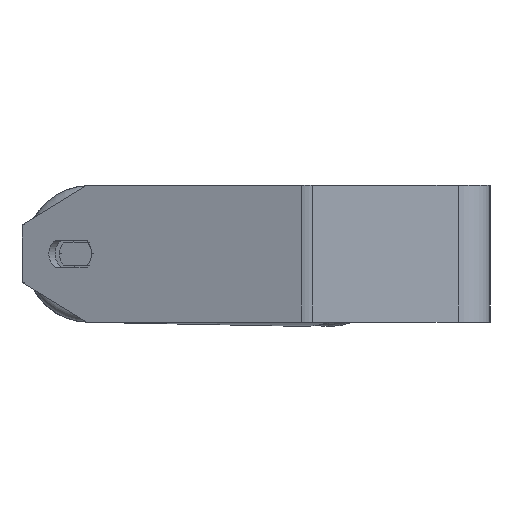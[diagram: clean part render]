
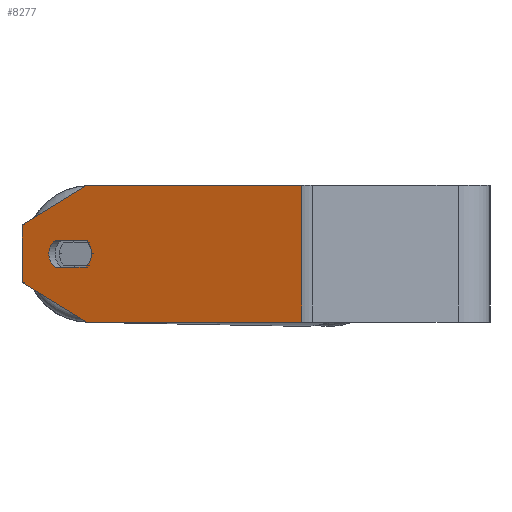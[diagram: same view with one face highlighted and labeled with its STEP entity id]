
A CAD part, left-side view. The second image highlights one B-rep face of the part: STEP entity #8277.
In plain terms, the highlighted planar face has unit normal (-0.94, 0.342, 0).
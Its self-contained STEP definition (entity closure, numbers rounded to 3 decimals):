
#119 = ORIENTED_EDGE ( 'NONE', *, *, #7957, .T. ) ;
#200 = CARTESIAN_POINT ( 'NONE',  ( -464.772, 177.164, 30. ) ) ;
#238 = VECTOR ( 'NONE', #6069, 1000. ) ;
#300 = CARTESIAN_POINT ( 'NONE',  ( -454.511, 205.355, -30. ) ) ;
#348 = CIRCLE ( 'NONE', #7420, 7.5 ) ;
#407 = CARTESIAN_POINT ( 'NONE',  ( -454.511, 205.355, -12.679 ) ) ;
#466 = DIRECTION ( 'NONE',  ( 0.342, 0.94, 0. ) ) ;
#550 = VERTEX_POINT ( 'NONE', #407 ) ;
#952 = EDGE_CURVE ( 'NONE', #3440, #2482, #6822, .T. ) ;
#1045 = VERTEX_POINT ( 'NONE', #2069 ) ;
#1126 = DIRECTION ( 'NONE',  ( -0.342, -0.94, 0. ) ) ;
#1166 = CARTESIAN_POINT ( 'NONE',  ( -454.511, 205.355, 30. ) ) ;
#1202 = VECTOR ( 'NONE', #3025, 1000. ) ;
#1223 = CARTESIAN_POINT ( 'NONE',  ( -459.812, 190.79, -6. ) ) ;
#1265 = CARTESIAN_POINT ( 'NONE',  ( -454.511, 205.355, 30. ) ) ;
#1374 = CARTESIAN_POINT ( 'NONE',  ( -464.601, 177.634, 6. ) ) ;
#1433 = DIRECTION ( 'NONE',  ( 0.342, 0.94, 0. ) ) ;
#1473 = EDGE_LOOP ( 'NONE', ( #2984, #4058, #5776, #5924, #4375 ) ) ;
#1782 = VERTEX_POINT ( 'NONE', #2742 ) ;
#1901 = VERTEX_POINT ( 'NONE', #7426 ) ;
#2030 = EDGE_CURVE ( 'NONE', #6956, #5364, #2554, .T. ) ;
#2049 = AXIS2_PLACEMENT_3D ( 'NONE', #8322, #7046, #1433 ) ;
#2069 = CARTESIAN_POINT ( 'NONE',  ( -459.812, 190.79, 6. ) ) ;
#2135 = LINE ( 'NONE', #4855, #1202 ) ;
#2281 = EDGE_CURVE ( 'NONE', #1045, #4627, #3601, .T. ) ;
#2293 = PLANE ( 'NONE',  #4510 ) ;
#2435 = CARTESIAN_POINT ( 'NONE',  ( -454.511, 205.355, 30. ) ) ;
#2439 = CARTESIAN_POINT ( 'NONE',  ( -463.062, 181.863, 0. ) ) ;
#2453 = EDGE_CURVE ( 'NONE', #4627, #7007, #4393, .T. ) ;
#2482 = VERTEX_POINT ( 'NONE', #3766 ) ;
#2484 = EDGE_CURVE ( 'NONE', #7007, #3440, #348, .T. ) ;
#2498 = ORIENTED_EDGE ( 'NONE', *, *, #3876, .T. ) ;
#2554 = LINE ( 'NONE', #3335, #5455 ) ;
#2742 = CARTESIAN_POINT ( 'NONE',  ( -499.156, 82.695, -30. ) ) ;
#2984 = ORIENTED_EDGE ( 'NONE', *, *, #2453, .F. ) ;
#3025 = DIRECTION ( 'NONE',  ( 0., 0., -1. ) ) ;
#3248 = ORIENTED_EDGE ( 'NONE', *, *, #3919, .T. ) ;
#3296 = DIRECTION ( 'NONE',  ( 0.296, 0.814, -0.5 ) ) ;
#3335 = CARTESIAN_POINT ( 'NONE',  ( -454.511, 205.355, 12.679 ) ) ;
#3423 = EDGE_CURVE ( 'NONE', #1901, #1782, #2135, .T. ) ;
#3440 = VERTEX_POINT ( 'NONE', #6495 ) ;
#3601 = CIRCLE ( 'NONE', #2049, 7.5 ) ;
#3625 = VECTOR ( 'NONE', #8625, 1000. ) ;
#3673 = DIRECTION ( 'NONE',  ( -0.342, -0.94, 0. ) ) ;
#3766 = CARTESIAN_POINT ( 'NONE',  ( -464.601, 177.634, 6. ) ) ;
#3852 = FACE_OUTER_BOUND ( 'NONE', #7408, .T. ) ;
#3876 = EDGE_CURVE ( 'NONE', #6004, #1782, #4543, .T. ) ;
#3919 = EDGE_CURVE ( 'NONE', #550, #6004, #6487, .T. ) ;
#3957 = ORIENTED_EDGE ( 'NONE', *, *, #7416, .F. ) ;
#4058 = ORIENTED_EDGE ( 'NONE', *, *, #2281, .F. ) ;
#4375 = ORIENTED_EDGE ( 'NONE', *, *, #2484, .F. ) ;
#4393 = LINE ( 'NONE', #7913, #5191 ) ;
#4483 = CARTESIAN_POINT ( 'NONE',  ( -464.601, 177.634, -6. ) ) ;
#4489 = DIRECTION ( 'NONE',  ( -0.342, -0.94, 0. ) ) ;
#4496 = EDGE_CURVE ( 'NONE', #2482, #1045, #4518, .T. ) ;
#4510 = AXIS2_PLACEMENT_3D ( 'NONE', #2435, #6511, #466 ) ;
#4518 = LINE ( 'NONE', #1374, #6483 ) ;
#4543 = LINE ( 'NONE', #300, #8144 ) ;
#4627 = VERTEX_POINT ( 'NONE', #1223 ) ;
#4855 = CARTESIAN_POINT ( 'NONE',  ( -499.156, 82.695, 30. ) ) ;
#5105 = CARTESIAN_POINT ( 'NONE',  ( -464.772, 177.164, -30. ) ) ;
#5158 = DIRECTION ( 'NONE',  ( -0.342, -0.94, 0. ) ) ;
#5191 = VECTOR ( 'NONE', #5158, 1000. ) ;
#5214 = VECTOR ( 'NONE', #1126, 1000. ) ;
#5364 = VERTEX_POINT ( 'NONE', #6106 ) ;
#5455 = VECTOR ( 'NONE', #3296, 1000. ) ;
#5698 = ORIENTED_EDGE ( 'NONE', *, *, #2030, .T. ) ;
#5776 = ORIENTED_EDGE ( 'NONE', *, *, #4496, .F. ) ;
#5924 = ORIENTED_EDGE ( 'NONE', *, *, #952, .F. ) ;
#5943 = LINE ( 'NONE', #1265, #238 ) ;
#6004 = VERTEX_POINT ( 'NONE', #5105 ) ;
#6069 = DIRECTION ( 'NONE',  ( 0., 0., -1. ) ) ;
#6106 = CARTESIAN_POINT ( 'NONE',  ( -454.511, 205.355, 12.679 ) ) ;
#6483 = VECTOR ( 'NONE', #6792, 1000. ) ;
#6487 = LINE ( 'NONE', #6521, #3625 ) ;
#6495 = CARTESIAN_POINT ( 'NONE',  ( -465.627, 174.815, 0. ) ) ;
#6511 = DIRECTION ( 'NONE',  ( 0.94, -0.342, 0. ) ) ;
#6521 = CARTESIAN_POINT ( 'NONE',  ( -464.772, 177.164, -30. ) ) ;
#6643 = LINE ( 'NONE', #1166, #5214 ) ;
#6792 = DIRECTION ( 'NONE',  ( 0.342, 0.94, 0. ) ) ;
#6822 = CIRCLE ( 'NONE', #7397, 7.5 ) ;
#6956 = VERTEX_POINT ( 'NONE', #200 ) ;
#7007 = VERTEX_POINT ( 'NONE', #4483 ) ;
#7046 = DIRECTION ( 'NONE',  ( -0.94, 0.342, 0. ) ) ;
#7049 = CARTESIAN_POINT ( 'NONE',  ( -463.062, 181.863, 0. ) ) ;
#7397 = AXIS2_PLACEMENT_3D ( 'NONE', #7049, #7635, #3673 ) ;
#7408 = EDGE_LOOP ( 'NONE', ( #119, #3248, #2498, #8059, #3957, #5698 ) ) ;
#7416 = EDGE_CURVE ( 'NONE', #6956, #1901, #6643, .T. ) ;
#7420 = AXIS2_PLACEMENT_3D ( 'NONE', #2439, #7813, #4489 ) ;
#7426 = CARTESIAN_POINT ( 'NONE',  ( -499.156, 82.695, 30. ) ) ;
#7635 = DIRECTION ( 'NONE',  ( -0.94, 0.342, 0. ) ) ;
#7770 = DIRECTION ( 'NONE',  ( -0.342, -0.94, 0. ) ) ;
#7813 = DIRECTION ( 'NONE',  ( -0.94, 0.342, 0. ) ) ;
#7913 = CARTESIAN_POINT ( 'NONE',  ( -464.601, 177.634, -6. ) ) ;
#7957 = EDGE_CURVE ( 'NONE', #5364, #550, #5943, .T. ) ;
#8059 = ORIENTED_EDGE ( 'NONE', *, *, #3423, .F. ) ;
#8144 = VECTOR ( 'NONE', #7770, 1000. ) ;
#8277 = ADVANCED_FACE ( 'NONE', ( #8465, #3852 ), #2293, .F. ) ;
#8322 = CARTESIAN_POINT ( 'NONE',  ( -461.351, 186.561, 0. ) ) ;
#8465 = FACE_BOUND ( 'NONE', #1473, .T. ) ;
#8625 = DIRECTION ( 'NONE',  ( -0.296, -0.814, -0.5 ) ) ;
